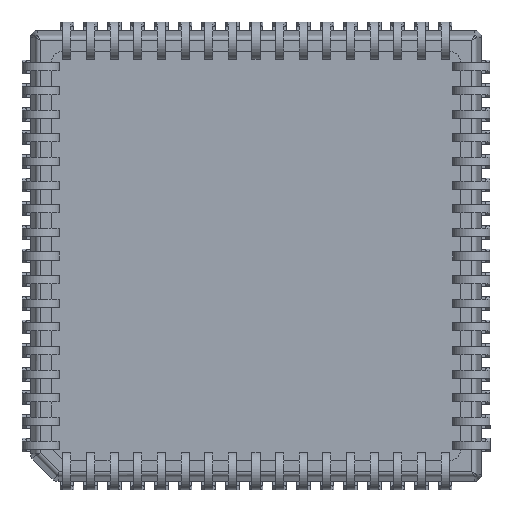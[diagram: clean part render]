
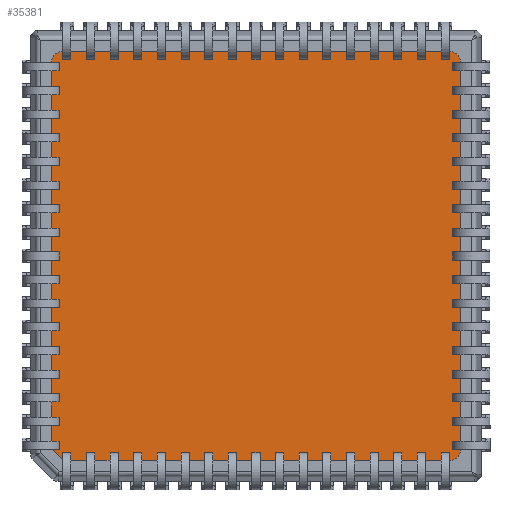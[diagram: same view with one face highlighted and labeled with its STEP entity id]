
A CAD part, front view. The second image highlights one B-rep face of the part: STEP entity #35381.
In plain terms, the highlighted planar face has unit normal (0, -1, 0).
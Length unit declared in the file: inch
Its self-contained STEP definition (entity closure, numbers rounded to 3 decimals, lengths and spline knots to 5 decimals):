
#261 = AXIS2_PLACEMENT_3D ( 'NONE', #28241, #16775, #11559 ) ;
#1099 = EDGE_CURVE ( 'NONE', #3765, #7334, #14501, .T. ) ;
#1694 = VECTOR ( 'NONE', #19892, 39.37008 ) ;
#1747 = CARTESIAN_POINT ( 'NONE',  ( 0.412, 0.03, -0.432 ) ) ;
#1931 = CARTESIAN_POINT ( 'NONE',  ( -0.40636, 0.03, -0.432 ) ) ;
#2063 = ORIENTED_EDGE ( 'NONE', *, *, #22579, .T. ) ;
#2242 = ORIENTED_EDGE ( 'NONE', *, *, #2390, .T. ) ;
#2390 = EDGE_CURVE ( 'NONE', #33812, #5689, #6101, .T. ) ;
#2716 = CARTESIAN_POINT ( 'NONE',  ( 0.432, 0.03, -0.412 ) ) ;
#3048 = CARTESIAN_POINT ( 'NONE',  ( -0.432, 0.03, -0.40636 ) ) ;
#3719 = PLANE ( 'NONE',  #15233 ) ;
#3765 = VERTEX_POINT ( 'NONE', #29267 ) ;
#3949 = DIRECTION ( 'NONE',  ( 0., 0., -1. ) ) ;
#5689 = VERTEX_POINT ( 'NONE', #13203 ) ;
#5784 = CARTESIAN_POINT ( 'NONE',  ( 0.412, 0.03, 0.412 ) ) ;
#6101 = LINE ( 'NONE', #14331, #28096 ) ;
#6626 = DIRECTION ( 'NONE',  ( 1., 0., 0. ) ) ;
#7334 = VERTEX_POINT ( 'NONE', #1747 ) ;
#8712 = EDGE_CURVE ( 'NONE', #26199, #12953, #23937, .T. ) ;
#8948 = LINE ( 'NONE', #22047, #1694 ) ;
#9693 = LINE ( 'NONE', #23344, #12830 ) ;
#10056 = CARTESIAN_POINT ( 'NONE',  ( -0.432, 0.03, -0.40636 ) ) ;
#10761 = LINE ( 'NONE', #10056, #16862 ) ;
#11559 = DIRECTION ( 'NONE',  ( 0., 0., -1. ) ) ;
#11665 = CARTESIAN_POINT ( 'NONE',  ( -0.432, 0.03, 0.412 ) ) ;
#11973 = CARTESIAN_POINT ( 'NONE',  ( 0.412, 0.03, 0.412 ) ) ;
#11993 = CARTESIAN_POINT ( 'NONE',  ( -0.412, 0.03, 0.412 ) ) ;
#12830 = VECTOR ( 'NONE', #3949, 39.37008 ) ;
#12953 = VERTEX_POINT ( 'NONE', #11665 ) ;
#13203 = CARTESIAN_POINT ( 'NONE',  ( 0.432, 0.03, 0.412 ) ) ;
#13308 = ORIENTED_EDGE ( 'NONE', *, *, #15822, .T. ) ;
#14309 = FACE_OUTER_BOUND ( 'NONE', #32748, .T. ) ;
#14331 = CARTESIAN_POINT ( 'NONE',  ( 0.432, 0.03, -0.412 ) ) ;
#14501 = LINE ( 'NONE', #1931, #15684 ) ;
#14619 = ORIENTED_EDGE ( 'NONE', *, *, #1099, .T. ) ;
#15233 = AXIS2_PLACEMENT_3D ( 'NONE', #11973, #33356, #25427 ) ;
#15684 = VECTOR ( 'NONE', #6626, 39.37008 ) ;
#15822 = EDGE_CURVE ( 'NONE', #31758, #26199, #8948, .T. ) ;
#16775 = DIRECTION ( 'NONE',  ( 0., -1., 0. ) ) ;
#16862 = VECTOR ( 'NONE', #21003, 39.37008 ) ;
#18638 = AXIS2_PLACEMENT_3D ( 'NONE', #5784, #32439, #18784 ) ;
#18784 = DIRECTION ( 'NONE',  ( 0., 0., -1. ) ) ;
#18825 = EDGE_CURVE ( 'NONE', #5689, #31758, #19769, .T. ) ;
#19722 = DIRECTION ( 'NONE',  ( 0., -1., 0. ) ) ;
#19769 = CIRCLE ( 'NONE', #18638, 0.02 ) ;
#19892 = DIRECTION ( 'NONE',  ( -1., 0., 0. ) ) ;
#20939 = CARTESIAN_POINT ( 'NONE',  ( -0.412, 0.03, 0.432 ) ) ;
#21003 = DIRECTION ( 'NONE',  ( 0.707, 0., -0.707 ) ) ;
#22047 = CARTESIAN_POINT ( 'NONE',  ( 0.412, 0.03, 0.432 ) ) ;
#22579 = EDGE_CURVE ( 'NONE', #26600, #3765, #10761, .T. ) ;
#23344 = CARTESIAN_POINT ( 'NONE',  ( -0.432, 0.03, 0.412 ) ) ;
#23701 = EDGE_CURVE ( 'NONE', #12953, #26600, #9693, .T. ) ;
#23775 = ORIENTED_EDGE ( 'NONE', *, *, #8712, .T. ) ;
#23937 = CIRCLE ( 'NONE', #31976, 0.02 ) ;
#24929 = DIRECTION ( 'NONE',  ( 0., 0., -1. ) ) ;
#25273 = DIRECTION ( 'NONE',  ( 0., 0., 1. ) ) ;
#25427 = DIRECTION ( 'NONE',  ( 0., 0., -1. ) ) ;
#26199 = VERTEX_POINT ( 'NONE', #20939 ) ;
#26600 = VERTEX_POINT ( 'NONE', #3048 ) ;
#27032 = ORIENTED_EDGE ( 'NONE', *, *, #18825, .T. ) ;
#28096 = VECTOR ( 'NONE', #25273, 39.37008 ) ;
#28241 = CARTESIAN_POINT ( 'NONE',  ( 0.412, 0.03, -0.412 ) ) ;
#29267 = CARTESIAN_POINT ( 'NONE',  ( -0.40636, 0.03, -0.432 ) ) ;
#29420 = ORIENTED_EDGE ( 'NONE', *, *, #33048, .T. ) ;
#30075 = CIRCLE ( 'NONE', #261, 0.02 ) ;
#31370 = CARTESIAN_POINT ( 'NONE',  ( 0.412, 0.03, 0.432 ) ) ;
#31758 = VERTEX_POINT ( 'NONE', #31370 ) ;
#31976 = AXIS2_PLACEMENT_3D ( 'NONE', #11993, #19722, #24929 ) ;
#32439 = DIRECTION ( 'NONE',  ( 0., -1., 0. ) ) ;
#32748 = EDGE_LOOP ( 'NONE', ( #27032, #13308, #23775, #35327, #2063, #14619, #29420, #2242 ) ) ;
#33048 = EDGE_CURVE ( 'NONE', #7334, #33812, #30075, .T. ) ;
#33356 = DIRECTION ( 'NONE',  ( 0., -1., 0. ) ) ;
#33812 = VERTEX_POINT ( 'NONE', #2716 ) ;
#35327 = ORIENTED_EDGE ( 'NONE', *, *, #23701, .T. ) ;
#35381 = ADVANCED_FACE ( 'NONE', ( #14309 ), #3719, .T. ) ;
